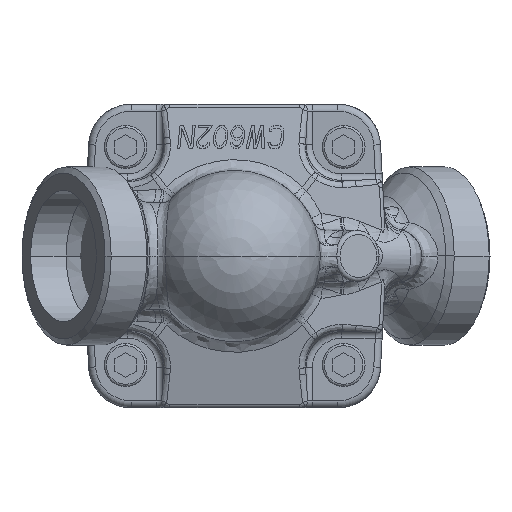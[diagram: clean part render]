
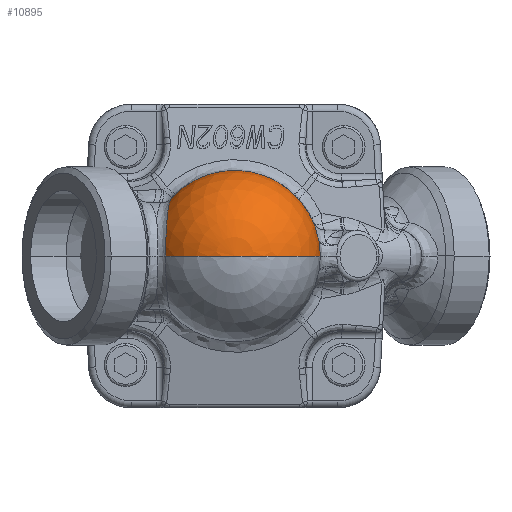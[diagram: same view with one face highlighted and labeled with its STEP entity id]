
A CAD part, front view. The second image highlights one B-rep face of the part: STEP entity #10895.
In plain terms, the highlighted spherical face has radius 20 mm.
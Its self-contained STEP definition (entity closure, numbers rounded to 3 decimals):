
#294=CARTESIAN_POINT('',(0.,-16.83,-19.151));
#295=DIRECTION('',(0.,-0.5,-0.866));
#296=DIRECTION('',(0.,0.866,-0.5));
#297=AXIS2_PLACEMENT_3D('',#294,#295,#296);
#1771=CARTESIAN_POINT('',(0.,-36.713,
-21.308));
#1772=CARTESIAN_POINT('',(0.693,-36.713,
-21.308));
#1773=CARTESIAN_POINT('',(2.044,-36.652,
-21.224));
#1774=CARTESIAN_POINT('',(4.036,-36.381,
-20.852));
#1775=CARTESIAN_POINT('',(5.963,-35.928,
-20.232));
#1776=CARTESIAN_POINT('',(7.803,-35.287,
-19.356));
#1777=CARTESIAN_POINT('',(9.533,-34.437,
-18.195));
#1778=CARTESIAN_POINT('',(11.083,-33.361,
-16.73));
#1779=CARTESIAN_POINT('',(12.301,-32.117,
-15.042));
#1780=CARTESIAN_POINT('',(13.086,-30.837,
-13.311));
#1781=CARTESIAN_POINT('',(13.343,-30.049,
-12.249));
#1782=CARTESIAN_POINT('',(13.424,-29.669,
-11.738));
#1798=CARTESIAN_POINT('',(0.,-16.83,-19.151));
#1799=DIRECTION('',(-1.,0.,0.));
#1800=DIRECTION('',(0.,-0.5,-0.866));
#1801=AXIS2_PLACEMENT_3D('',#1798,#1799,#1800);
#1803=CARTESIAN_POINT('',(0.,-16.83,-19.151));
#1804=DIRECTION('',(1.,0.,0.));
#1805=DIRECTION('',(0.,-0.5,-0.866));
#1806=AXIS2_PLACEMENT_3D('',#1803,#1804,#1805);
#7398=CARTESIAN_POINT('',(0.,-26.83,-36.471));
#7399=CARTESIAN_POINT('',(0.,0.49,-29.151));
#7400=VERTEX_POINT('',#7398);
#7401=VERTEX_POINT('',#7399);
#7402=VERTEX_POINT('',#1771);
#7403=VERTEX_POINT('',#1782);
#10882=CARTESIAN_POINT('',(0.,-16.83,-19.151));
#10883=DIRECTION('',(0.,-0.5,-0.866));
#10884=DIRECTION('',(0.,-0.866,0.5));
#10885=AXIS2_PLACEMENT_3D('',#10882,#10883,#10884);
#10886=SPHERICAL_SURFACE('',#10885,20.);
#10887=ORIENTED_EDGE('',*,*,#10870,.T.);
#10888=ORIENTED_EDGE('',*,*,#9017,.F.);
#10890=ORIENTED_EDGE('',*,*,#10889,.F.);
#10892=ORIENTED_EDGE('',*,*,#10891,.T.);
#10893=EDGE_LOOP('',(#10887,#10888,#10890,#10892));
#10894=FACE_OUTER_BOUND('',#10893,.F.);
#10895=ADVANCED_FACE('',(#10894),#10886,.T.);
#298=CIRCLE('',#297,20.);
#1783=B_SPLINE_CURVE_WITH_KNOTS('',3,(#1771,#1772,#1773,#1774,#1775,#1776,#1777,
#1778,#1779,#1780,#1781,#1782),.UNSPECIFIED.,.F.,.F.,(4,1,1,1,1,1,1,1,1,4),
(0.,0.111,0.222,0.333,0.444,
0.556,0.667,0.778,0.889,1.),
.UNSPECIFIED.);
#1802=CIRCLE('',#1801,20.);
#1807=CIRCLE('',#1806,20.);
#9017=EDGE_CURVE('',#7401,#7403,#298,.T.);
#10870=EDGE_CURVE('',#7402,#7403,#1783,.T.);
#10889=EDGE_CURVE('',#7400,#7401,#1807,.T.);
#10891=EDGE_CURVE('',#7400,#7402,#1802,.T.);
